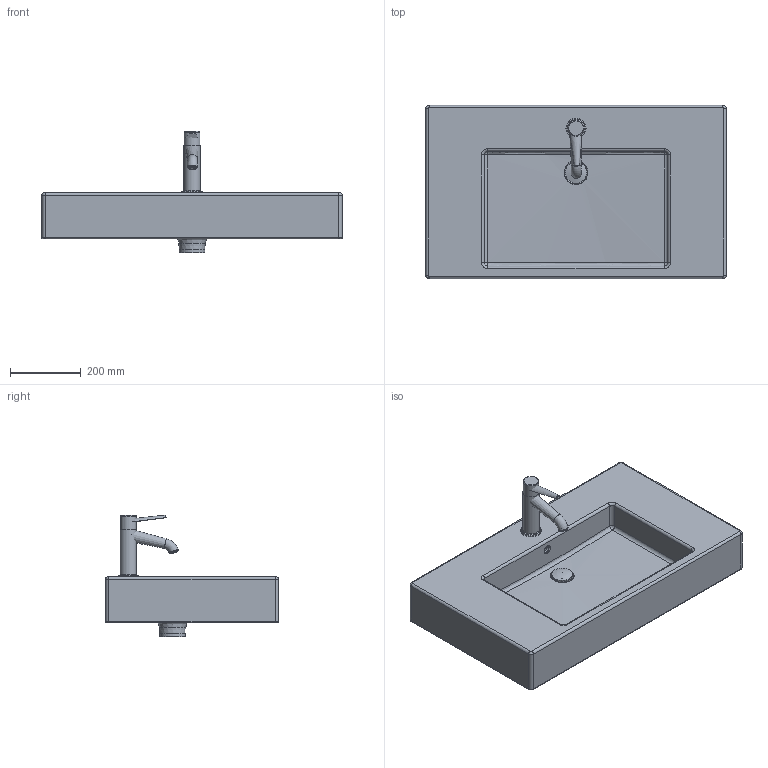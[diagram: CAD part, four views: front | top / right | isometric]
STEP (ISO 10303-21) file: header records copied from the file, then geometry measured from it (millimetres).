
FILE_DESCRIPTION((''),'2;1');
FILE_NAME('032985.stp','2007-10-05T14:44:32',('Huebner'),(''),'Autodesk Inventor 11','Autodesk Inventor 11','');
FILE_SCHEMA(('AUTOMOTIVE_DESIGN { 1 0 10303 214 1 1 1 1 }'));
Length unit declared in the file: millimetre
Products named in the file (9): 032985; Kelch; Stopfen; Baterie_Zusatz_VERO; hebel_Zusatz_VERO; Hebel2; Griff2; Neoperl2
Assembly tree (8 placements, depth 3):
  032985
    032985
    Kelch
    Stopfen
    Baterie_Zusatz_VERO
      hebel_Zusatz_VERO
      Hebel2
      Griff2
      Neoperl2
Bounding box: 850 x 490 x 344.77 mm (x, y, z)
Volume: 29455035.5 mm3; surface area: 1565253.1 mm2
Topology: 7 solids, 7 shells, 162 faces, 356 edges, 212 vertices
Faces by surface type: cylinder 65, plane 44, bspline 26, torus 23, cone 4
Full cylindrical faces by diameter (mm): 16 x1, 20 x4, 35 x1, 42 x1, 44 x1, 45 x1, 46 x1, 52 x1, 57.193 x1, 60 x1, 72 x1
Entity records: 8792 total; most frequent: CARTESIAN_POINT 5161, DIRECTION 774, ORIENTED_EDGE 640, AXIS2_PLACEMENT_3D 326, EDGE_CURVE 320, EDGE_LOOP 208, VERTEX_POINT 206, CIRCLE 165
